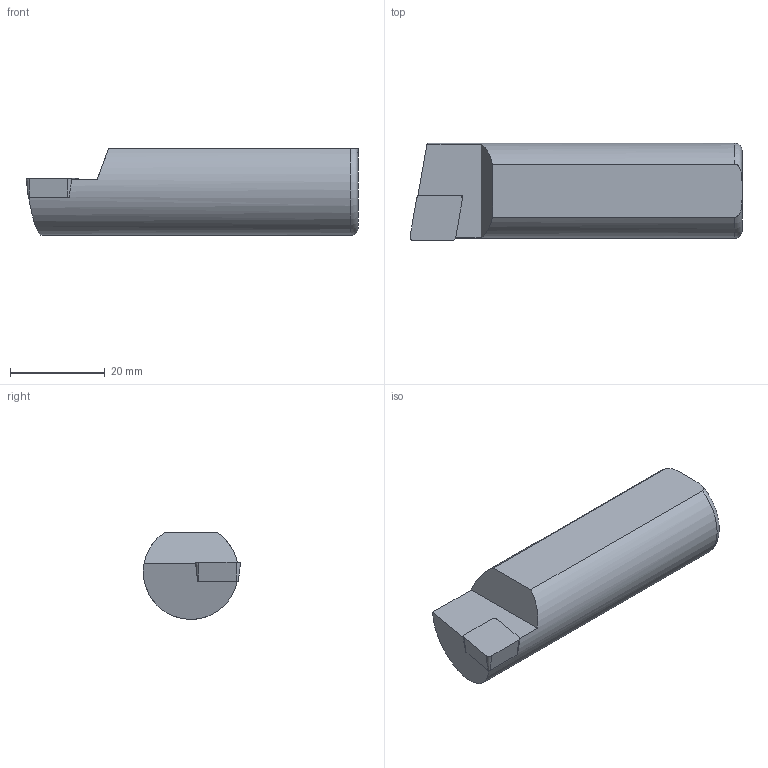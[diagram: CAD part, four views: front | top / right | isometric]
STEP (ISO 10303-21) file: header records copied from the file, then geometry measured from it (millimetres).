
FILE_DESCRIPTION(/* description */ (''),/* implementation_level */ '2;1');
FILE_NAME(/* name */ 'S20E-SCACR-09.stp',/* time_stamp */ '2023-10-25T17:36:56+03:00',/* author */ (''),/* organization */ (''),/* preprocessor_version */ 'ST-DEVELOPER v19.4',/* originating_system */ 'SIEMENS PLM Software NX2306.3001',/* authorisation */ '');
FILE_SCHEMA (('AUTOMOTIVE_DESIGN { 1 0 10303 214 3 1 1 1 }'));
Length unit declared in the file: millimetre
Products named in the file (1): model1
Bounding box: 70 x 20.49 x 18.3 mm (x, y, z)
Volume: 18856.8 mm3; surface area: 4931.5 mm2
Topology: 2 solids, 2 shells, 21 faces, 51 edges, 34 vertices
Faces by surface type: plane 14, cone 5, torus 1, cylinder 1
Entity records: 808 total; most frequent: CARTESIAN_POINT 124, DIRECTION 107, ORIENTED_EDGE 102, EDGE_CURVE 51, AXIS2_PLACEMENT_3D 37, VERTEX_POINT 34, LINE 33, VECTOR 33
